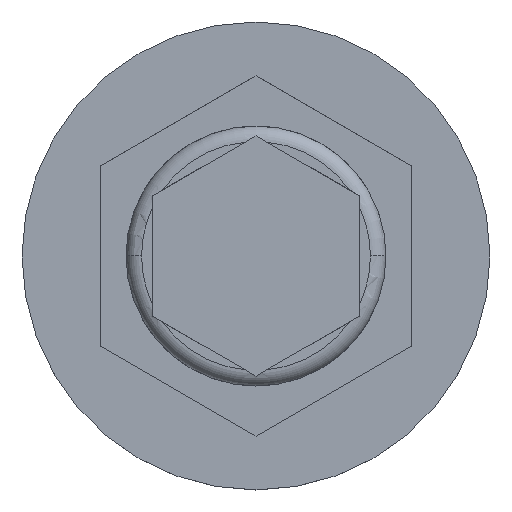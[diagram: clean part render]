
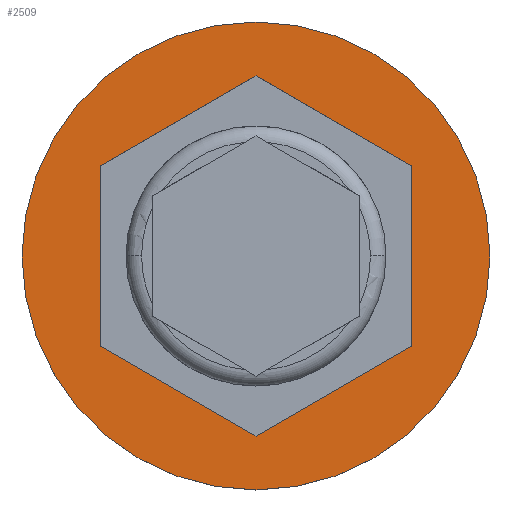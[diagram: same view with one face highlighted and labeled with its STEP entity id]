
A CAD part, top view. The second image highlights one B-rep face of the part: STEP entity #2509.
In plain terms, the highlighted planar face has unit normal (0, 0, 1).
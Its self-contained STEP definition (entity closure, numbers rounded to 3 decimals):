
#122 = ORIENTED_EDGE ( 'NONE', *, *, #2705, .F. ) ;
#132 = CARTESIAN_POINT ( 'NONE',  ( 0., 0., 0. ) ) ;
#143 = CARTESIAN_POINT ( 'NONE',  ( -3., 1.732, 0. ) ) ;
#279 = VERTEX_POINT ( 'NONE', #592 ) ;
#282 = FACE_BOUND ( 'NONE', #2076, .T. ) ;
#348 = VERTEX_POINT ( 'NONE', #2998 ) ;
#519 = ORIENTED_EDGE ( 'NONE', *, *, #1452, .F. ) ;
#592 = CARTESIAN_POINT ( 'NONE',  ( 0., 3.464, 0. ) ) ;
#595 = CARTESIAN_POINT ( 'NONE',  ( 4.5, 0., 0. ) ) ;
#671 = LINE ( 'NONE', #1202, #1207 ) ;
#723 = AXIS2_PLACEMENT_3D ( 'NONE', #132, #2697, #2441 ) ;
#908 = AXIS2_PLACEMENT_3D ( 'NONE', #1156, #3098, #2464 ) ;
#970 = VERTEX_POINT ( 'NONE', #595 ) ;
#993 = ORIENTED_EDGE ( 'NONE', *, *, #3620, .F. ) ;
#1156 = CARTESIAN_POINT ( 'NONE',  ( 0., 0., 0. ) ) ;
#1202 = CARTESIAN_POINT ( 'NONE',  ( 3., 1.732, 0. ) ) ;
#1207 = VECTOR ( 'NONE', #2310, 1000. ) ;
#1288 = CARTESIAN_POINT ( 'NONE',  ( 3., -1.732, 0. ) ) ;
#1335 = CARTESIAN_POINT ( 'NONE',  ( 0., -3.464, 0. ) ) ;
#1452 = EDGE_CURVE ( 'NONE', #2910, #348, #2477, .T. ) ;
#1501 = CARTESIAN_POINT ( 'NONE',  ( 0., 3.464, 0. ) ) ;
#1526 = EDGE_LOOP ( 'NONE', ( #1933, #2034 ) ) ;
#1673 = VECTOR ( 'NONE', #2210, 1000. ) ;
#1736 = VECTOR ( 'NONE', #2147, 1000. ) ;
#1742 = CARTESIAN_POINT ( 'NONE',  ( 3., 1.732, 0. ) ) ;
#1757 = DIRECTION ( 'NONE',  ( 0., 0., 1. ) ) ;
#1807 = VECTOR ( 'NONE', #2865, 1000. ) ;
#1854 = VERTEX_POINT ( 'NONE', #2235 ) ;
#1933 = ORIENTED_EDGE ( 'NONE', *, *, #2749, .T. ) ;
#2030 = CARTESIAN_POINT ( 'NONE',  ( -3., -1.732, 0. ) ) ;
#2034 = ORIENTED_EDGE ( 'NONE', *, *, #2617, .T. ) ;
#2076 = EDGE_LOOP ( 'NONE', ( #122, #3326, #993, #2169, #519, #3268 ) ) ;
#2104 = EDGE_CURVE ( 'NONE', #279, #2910, #2849, .T. ) ;
#2112 = VERTEX_POINT ( 'NONE', #1742 ) ;
#2114 = CARTESIAN_POINT ( 'NONE',  ( -4.5, 0., 0. ) ) ;
#2147 = DIRECTION ( 'NONE',  ( 0., 1., 0. ) ) ;
#2169 = ORIENTED_EDGE ( 'NONE', *, *, #3480, .F. ) ;
#2206 = VERTEX_POINT ( 'NONE', #2114 ) ;
#2210 = DIRECTION ( 'NONE',  ( 0., -1., 0. ) ) ;
#2235 = CARTESIAN_POINT ( 'NONE',  ( 3., -1.732, 0. ) ) ;
#2293 = VECTOR ( 'NONE', #3235, 1000. ) ;
#2310 = DIRECTION ( 'NONE',  ( -0.866, 0.5, 0. ) ) ;
#2348 = CARTESIAN_POINT ( 'NONE',  ( 0., -3.464, 0. ) ) ;
#2441 = DIRECTION ( 'NONE',  ( 1., 0., 0. ) ) ;
#2464 = DIRECTION ( 'NONE',  ( 1., 0., 0. ) ) ;
#2477 = LINE ( 'NONE', #3588, #1673 ) ;
#2494 = VECTOR ( 'NONE', #3462, 1000. ) ;
#2509 = ADVANCED_FACE ( 'NONE', ( #282, #3367 ), #2536, .T. ) ;
#2536 = PLANE ( 'NONE',  #908 ) ;
#2550 = CIRCLE ( 'NONE', #723, 4.5 ) ;
#2587 = LINE ( 'NONE', #2030, #1807 ) ;
#2617 = EDGE_CURVE ( 'NONE', #2206, #970, #2898, .T. ) ;
#2691 = VERTEX_POINT ( 'NONE', #2348 ) ;
#2697 = DIRECTION ( 'NONE',  ( 0., 0., 1. ) ) ;
#2705 = EDGE_CURVE ( 'NONE', #2112, #279, #671, .T. ) ;
#2749 = EDGE_CURVE ( 'NONE', #970, #2206, #2550, .T. ) ;
#2849 = LINE ( 'NONE', #1501, #2494 ) ;
#2858 = EDGE_CURVE ( 'NONE', #1854, #2112, #2981, .T. ) ;
#2865 = DIRECTION ( 'NONE',  ( 0.866, -0.5, 0. ) ) ;
#2898 = CIRCLE ( 'NONE', #3472, 4.5 ) ;
#2910 = VERTEX_POINT ( 'NONE', #143 ) ;
#2981 = LINE ( 'NONE', #1288, #1736 ) ;
#2998 = CARTESIAN_POINT ( 'NONE',  ( -3., -1.732, 0. ) ) ;
#3098 = DIRECTION ( 'NONE',  ( 0., 0., 1. ) ) ;
#3166 = DIRECTION ( 'NONE',  ( 1., 0., 0. ) ) ;
#3185 = CARTESIAN_POINT ( 'NONE',  ( 0., 0., 0. ) ) ;
#3202 = LINE ( 'NONE', #1335, #2293 ) ;
#3235 = DIRECTION ( 'NONE',  ( 0.866, 0.5, 0. ) ) ;
#3268 = ORIENTED_EDGE ( 'NONE', *, *, #2104, .F. ) ;
#3326 = ORIENTED_EDGE ( 'NONE', *, *, #2858, .F. ) ;
#3367 = FACE_OUTER_BOUND ( 'NONE', #1526, .T. ) ;
#3462 = DIRECTION ( 'NONE',  ( -0.866, -0.5, 0. ) ) ;
#3472 = AXIS2_PLACEMENT_3D ( 'NONE', #3185, #1757, #3166 ) ;
#3480 = EDGE_CURVE ( 'NONE', #348, #2691, #2587, .T. ) ;
#3588 = CARTESIAN_POINT ( 'NONE',  ( -3., 1.732, 0. ) ) ;
#3620 = EDGE_CURVE ( 'NONE', #2691, #1854, #3202, .T. ) ;
